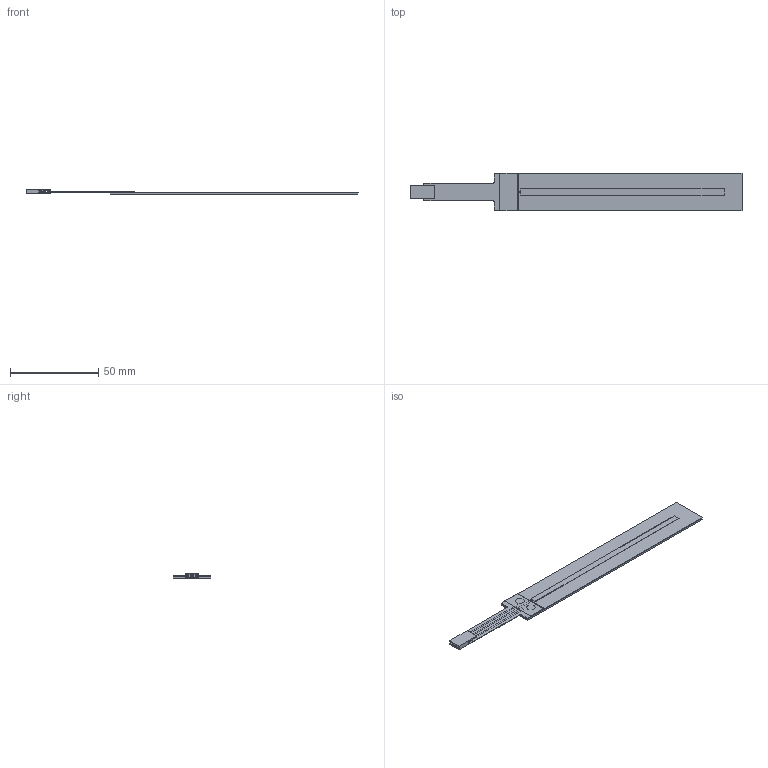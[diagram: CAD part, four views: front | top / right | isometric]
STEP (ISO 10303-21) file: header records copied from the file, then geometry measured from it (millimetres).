
FILE_DESCRIPTION (( 'STEP AP214' ), '1' );
FILE_NAME ('0435_LFP_0100.STEP', '2013-07-15T09:35:26', ( 'dummy' ), ( '' ), 'SwSTEP 2.0', 'SolidWorks 2013', '' );
FILE_SCHEMA (( 'AUTOMOTIVE_DESIGN' ));
Length unit declared in the file: millimetre
Products named in the file (1): 0435_LFP_0100
Bounding box: 188.3 x 21 x 2.76 mm (x, y, z)
Surface area: 11605.9 mm2 (no closed solid volume)
Topology: 0 solids, 9 shells, 81 faces, 389 edges, 299 vertices
Faces by surface type: plane 75, cylinder 6
Entity records: 4732 total; most frequent: CARTESIAN_POINT 770, DIRECTION 572, ORIENTED_EDGE 556, EDGE_CURVE 389, VECTOR 370, LINE 370, VERTEX_POINT 299, AXIS2_PLACEMENT_3D 101
